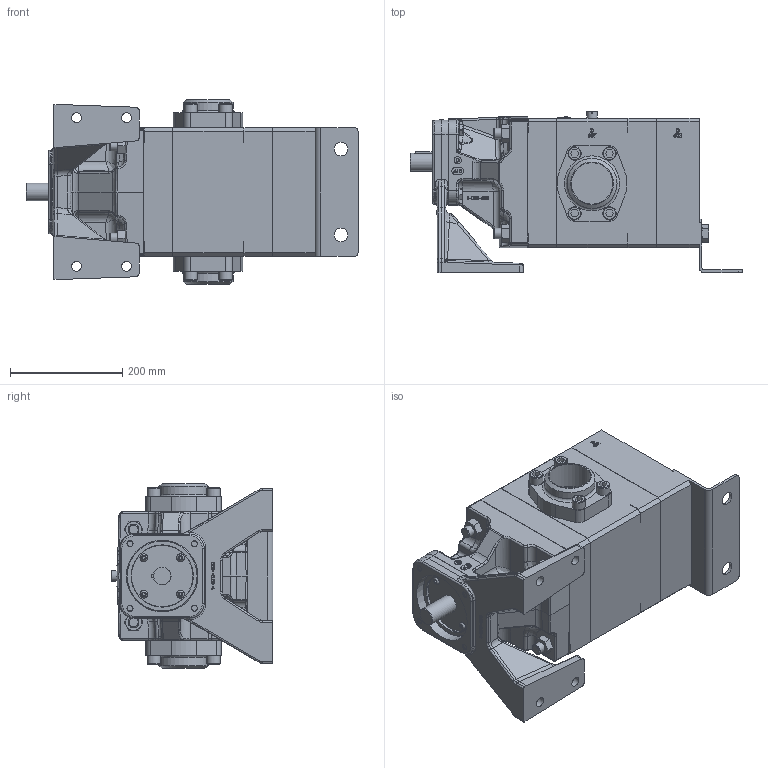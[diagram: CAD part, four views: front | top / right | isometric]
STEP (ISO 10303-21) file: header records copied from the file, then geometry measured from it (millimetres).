
FILE_DESCRIPTION (( 'STEP AP214' ), '1' );
FILE_NAME ('GPV-1440-021-U.STEP', '2016-09-15T20:34:21', ( '' ), ( '' ), 'SwSTEP 2.0', 'SolidWorks 2015', '' );
FILE_SCHEMA (( 'AUTOMOTIVE_DESIGN' ));
Length unit declared in the file: inch
Products named in the file (1): GPV-1440-021-U
Bounding box: 590.37 x 287.68 x 328.68 mm (x, y, z)
Volume: 22111243.9 mm3; surface area: 1179670.7 mm2
Topology: 18 solids, 18 shells, 2436 faces, 6037 edges, 3882 vertices
Faces by surface type: plane 1463, bspline 480, cylinder 322, cone 134, sphere 26, torus 11
Full cylindrical faces by diameter (mm): 3.175 x2, 10.716 x4, 11.139 x2, 11.146 x10, 12.7 x6, 13.492 x8, 13.894 x4, 14.287 x4, 15.875 x8, 16.662 x8, 17.526 x4, 19.05 x9, 20.65 x8, 21.438 x4, 23.812 x4, 23.813 x4, 24.13 x2, 31.737 x1, 73.711 x2, 76.2 x2, 83.947 x2, 85.852 x2, 88.9 x2, 91.821 x2, 92.248 x2, 109.22 x1, 126.975 x1, 127.089 x1, 190.5 x3
Entity records: 199017 total; most frequent: CARTESIAN_POINT 114119, ORIENTED_EDGE 11402, DIRECTION 9210, EDGE_CURVE 5701, VECTOR 3822, LINE 3822, VERTEX_POINT 3809, EDGE_LOOP 3030
